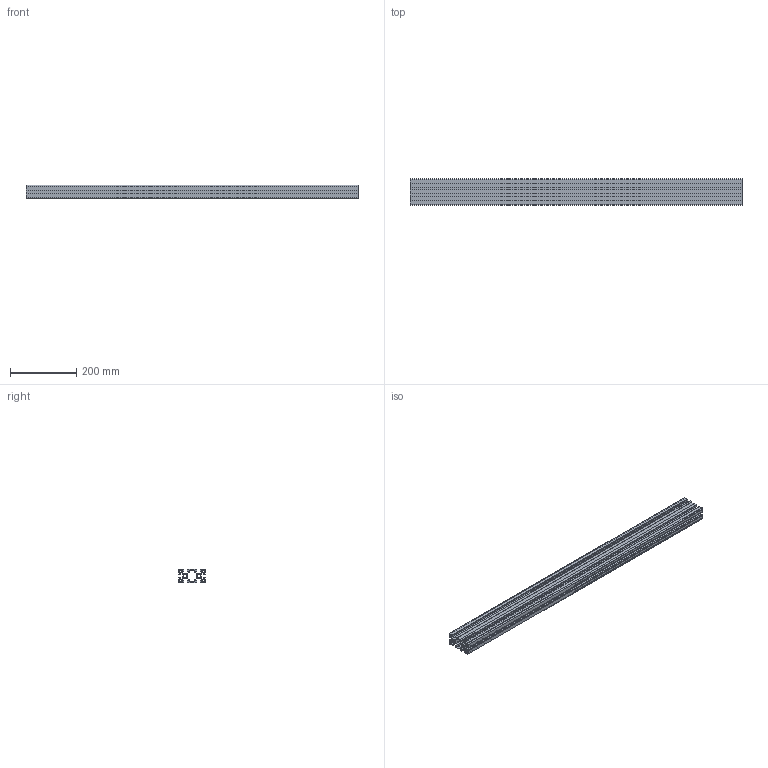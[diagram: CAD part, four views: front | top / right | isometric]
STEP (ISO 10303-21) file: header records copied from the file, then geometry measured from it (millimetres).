
FILE_DESCRIPTION(('STEP AP214'),'1');
FILE_NAME('cctmp_F5E2612A-46ED-4F99-B22E-E603C58F5A1C_2020_1_20_9_50_1_80..stp','2020-01-20T08:50:01',('Bosch Rexroth AG'),('CADClick - www.CADClick.com'),'Spatial InterOp 3D',' ','unknown authorization - (Healing Option Enabled)');
FILE_SCHEMA(('AUTOMOTIVE_DESIGN'));
Length unit declared in the file: millimetre
Products named in the file (1): 2020_01_20__09-50-01-080
Bounding box: 1000 x 80 x 40 mm (x, y, z)
Volume: 981689.5 mm3; surface area: 840603.5 mm2
Topology: 1 solids, 1 shells, 202 faces, 600 edges, 400 vertices
Faces by surface type: plane 182, cylinder 20
Entity records: 8332 total; most frequent: CARTESIAN_POINT 1203, ORIENTED_EDGE 1200, DIRECTION 1046, EDGE_CURVE 600, LINE 560, VECTOR 560, VERTEX_POINT 400, AXIS2_PLACEMENT_3D 243
